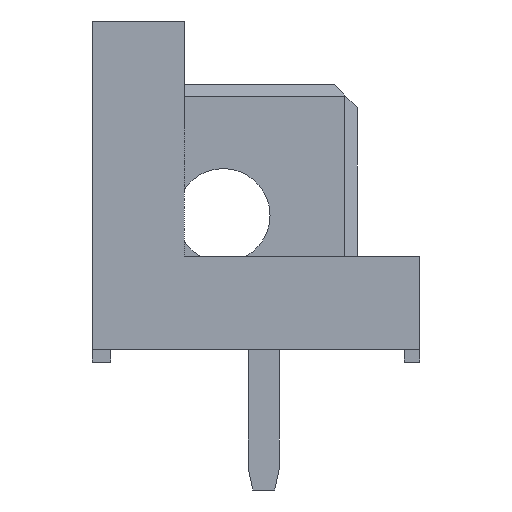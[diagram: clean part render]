
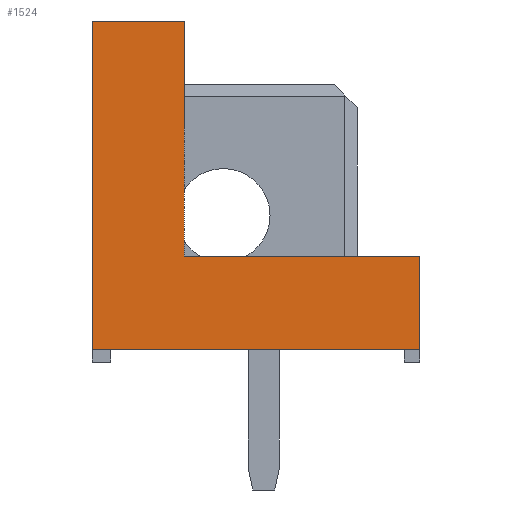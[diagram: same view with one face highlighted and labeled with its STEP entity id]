
A CAD part, left-side view. The second image highlights one B-rep face of the part: STEP entity #1524.
In plain terms, the highlighted planar face has unit normal (-1, 0, 0).
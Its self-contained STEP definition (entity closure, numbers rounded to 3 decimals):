
#1524 = ADVANCED_FACE( '', ( #3458 ), #3459, .F. );
#3458 = FACE_OUTER_BOUND( '', #5862, .T. );
#3459 = PLANE( '', #5863 );
#5862 = EDGE_LOOP( '', ( #10361, #10362, #10363, #10364, #10365, #10366 ) );
#5863 = AXIS2_PLACEMENT_3D( '', #10367, #10368, #10369 );
#10361 = ORIENTED_EDGE( '', *, *, #16780, .F. );
#10362 = ORIENTED_EDGE( '', *, *, #16000, .F. );
#10363 = ORIENTED_EDGE( '', *, *, #16781, .F. );
#10364 = ORIENTED_EDGE( '', *, *, #16782, .F. );
#10365 = ORIENTED_EDGE( '', *, *, #15562, .F. );
#10366 = ORIENTED_EDGE( '', *, *, #16783, .F. );
#10367 = CARTESIAN_POINT( '', ( -42.5, 0., 0. ) );
#10368 = DIRECTION( '', ( 1., 0., 0. ) );
#10369 = DIRECTION( '', ( 0., 0., -1. ) );
#15562 = EDGE_CURVE( '', #18973, #18975, #18976, .T. );
#16000 = EDGE_CURVE( '', #19755, #19757, #19758, .T. );
#16780 = EDGE_CURVE( '', #19757, #20942, #20943, .T. );
#16781 = EDGE_CURVE( '', #20944, #19755, #20945, .T. );
#16782 = EDGE_CURVE( '', #18975, #20944, #20946, .T. );
#16783 = EDGE_CURVE( '', #20942, #18973, #20947, .T. );
#18973 = VERTEX_POINT( '', #23816 );
#18975 = VERTEX_POINT( '', #23819 );
#18976 = LINE( '', #23820, #23821 );
#19755 = VERTEX_POINT( '', #25010 );
#19757 = VERTEX_POINT( '', #25013 );
#19758 = LINE( '', #25014, #25015 );
#20942 = VERTEX_POINT( '', #26827 );
#20943 = LINE( '', #26828, #26829 );
#20944 = VERTEX_POINT( '', #26830 );
#20945 = LINE( '', #26831, #26832 );
#20946 = LINE( '', #26833, #26834 );
#20947 = LINE( '', #26835, #26836 );
#23816 = CARTESIAN_POINT( '', ( -42.5, 6.725, 3.75 ) );
#23819 = CARTESIAN_POINT( '', ( -42.5, 3.775, 3.75 ) );
#23820 = CARTESIAN_POINT( '', ( -42.5, 3.775, 3.75 ) );
#23821 = VECTOR( '', #29500, 1000. );
#25010 = CARTESIAN_POINT( '', ( -42.5, -3.775, -3.75 ) );
#25013 = CARTESIAN_POINT( '', ( -42.5, -3.775, -6.75 ) );
#25014 = CARTESIAN_POINT( '', ( -42.5, -3.775, -7.15 ) );
#25015 = VECTOR( '', #29912, 1000. );
#26827 = CARTESIAN_POINT( '', ( -42.5, 6.725, -6.75 ) );
#26828 = CARTESIAN_POINT( '', ( -42.5, 0., -6.75 ) );
#26829 = VECTOR( '', #30541, 1000. );
#26830 = CARTESIAN_POINT( '', ( -42.5, 3.775, -3.75 ) );
#26831 = CARTESIAN_POINT( '', ( -42.5, 3.775, -3.75 ) );
#26832 = VECTOR( '', #30542, 1000. );
#26833 = CARTESIAN_POINT( '', ( -42.5, 3.775, 3.75 ) );
#26834 = VECTOR( '', #30543, 1000. );
#26835 = CARTESIAN_POINT( '', ( -42.5, 6.725, 3.75 ) );
#26836 = VECTOR( '', #30544, 1000. );
#29500 = DIRECTION( '', ( 0., -1., 0. ) );
#29912 = DIRECTION( '', ( 0., 0., -1. ) );
#30541 = DIRECTION( '', ( 0., 1., 0. ) );
#30542 = DIRECTION( '', ( 0., -1., 0. ) );
#30543 = DIRECTION( '', ( 0., 0., -1. ) );
#30544 = DIRECTION( '', ( 0., 0., 1. ) );
